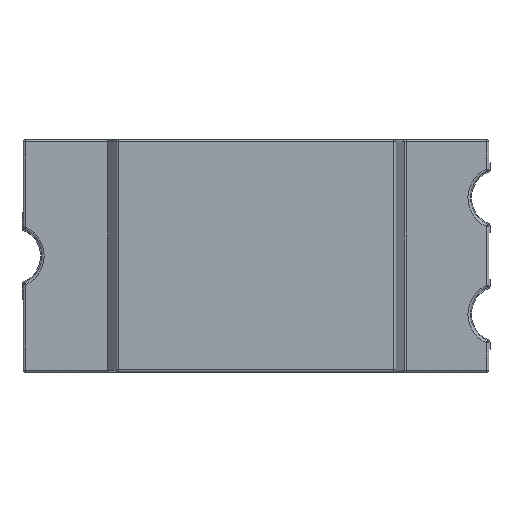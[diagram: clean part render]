
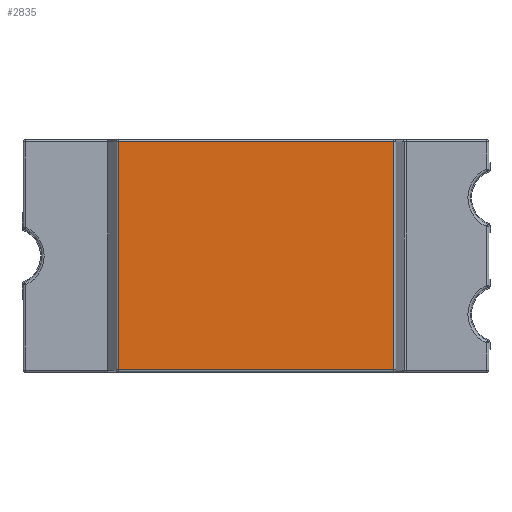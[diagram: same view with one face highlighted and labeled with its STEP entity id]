
A CAD part, top view. The second image highlights one B-rep face of the part: STEP entity #2835.
In plain terms, the highlighted planar face has unit normal (0, 0, 1).
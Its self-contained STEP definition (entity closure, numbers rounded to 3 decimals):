
#110=PLANE('',#3184);
#276=FACE_OUTER_BOUND('',#446,.T.);
#446=EDGE_LOOP('',(#2520,#2521,#2522,#2523));
#673=LINE('',#4815,#923);
#680=LINE('',#4849,#930);
#685=LINE('',#4856,#935);
#686=LINE('',#4858,#936);
#923=VECTOR('',#3935,10.);
#930=VECTOR('',#3976,10.);
#935=VECTOR('',#3985,10.);
#936=VECTOR('',#3988,10.);
#1342=VERTEX_POINT('',#4767);
#1354=VERTEX_POINT('',#4805);
#1357=VERTEX_POINT('',#4818);
#1363=VERTEX_POINT('',#4842);
#1723=EDGE_CURVE('',#1342,#1354,#673,.T.);
#1740=EDGE_CURVE('',#1363,#1357,#680,.T.);
#1745=EDGE_CURVE('',#1354,#1363,#685,.T.);
#1746=EDGE_CURVE('',#1357,#1342,#686,.T.);
#2520=ORIENTED_EDGE('',*,*,#1740,.F.);
#2521=ORIENTED_EDGE('',*,*,#1745,.F.);
#2522=ORIENTED_EDGE('',*,*,#1723,.F.);
#2523=ORIENTED_EDGE('',*,*,#1746,.F.);
#2835=ADVANCED_FACE('',(#276),#110,.T.);
#3184=AXIS2_PLACEMENT_3D('',#4892,#4042,#4043);
#3935=DIRECTION('',(1.,0.,0.));
#3976=DIRECTION('',(-1.,0.,0.));
#3985=DIRECTION('',(0.,-1.,0.));
#3988=DIRECTION('',(0.,1.,0.));
#4042=DIRECTION('center_axis',(0.,0.,1.));
#4043=DIRECTION('ref_axis',(-1.,0.,0.));
#4767=CARTESIAN_POINT('',(-3.182,1.98,1.05));
#4805=CARTESIAN_POINT('',(-0.818,1.98,1.05));
#4815=CARTESIAN_POINT('',(-0.4,1.98,1.05));
#4818=CARTESIAN_POINT('',(-3.182,0.02,1.05));
#4842=CARTESIAN_POINT('',(-0.818,0.02,1.05));
#4849=CARTESIAN_POINT('',(-2.4,0.02,1.05));
#4856=CARTESIAN_POINT('',(-0.818,2.,1.05));
#4858=CARTESIAN_POINT('',(-3.182,2.,1.05));
#4892=CARTESIAN_POINT('Origin',(-0.8,2.,1.05));
